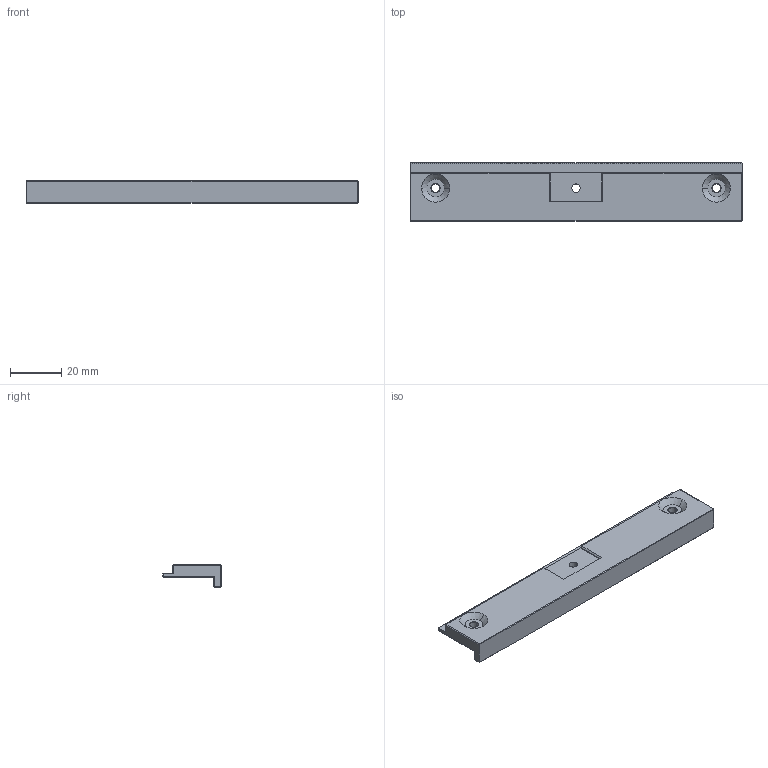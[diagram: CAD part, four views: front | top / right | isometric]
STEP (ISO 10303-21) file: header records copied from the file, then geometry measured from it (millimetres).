
FILE_DESCRIPTION (( 'STEP AP203' ), '1' );
FILE_NAME ('猾眊_匐耜晚.STEP', '2024-01-19T05:05:39', ( 'Leo' ), ( '' ), 'SwSTEP 2.0', 'SolidWorks 2022', '' );
FILE_SCHEMA (( 'CONFIG_CONTROL_DESIGN' ));
Length unit declared in the file: millimetre
Products named in the file (1): 封箱_八侧边
Bounding box: 130 x 23 x 9 mm (x, y, z)
Volume: 14143.8 mm3; surface area: 8549.9 mm2
Topology: 1 solids, 1 shells, 67 faces, 159 edges, 96 vertices
Faces by surface type: plane 33, cone 22, cylinder 12
Entity records: 1992 total; most frequent: DIRECTION 343, CARTESIAN_POINT 329, ORIENTED_EDGE 318, EDGE_CURVE 159, AXIS2_PLACEMENT_3D 118, VECTOR 107, LINE 107, VERTEX_POINT 96
